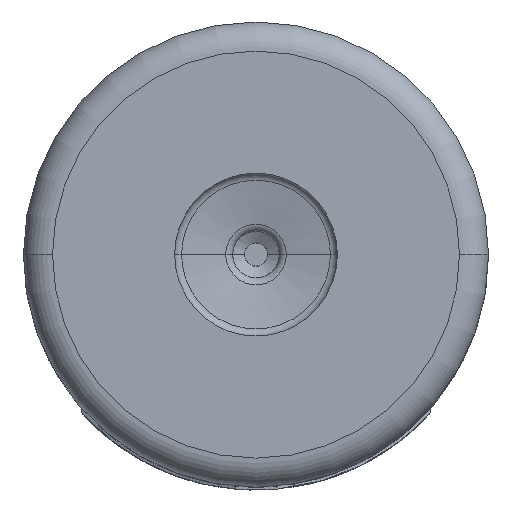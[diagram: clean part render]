
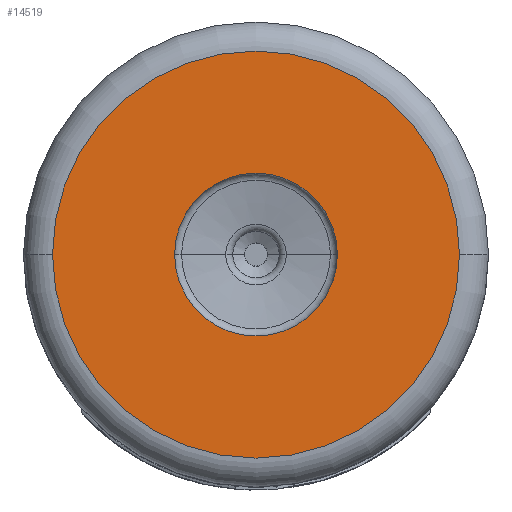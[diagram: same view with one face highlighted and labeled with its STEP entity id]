
A CAD part, front view. The second image highlights one B-rep face of the part: STEP entity #14519.
In plain terms, the highlighted planar face has unit normal (0, -1, 0).
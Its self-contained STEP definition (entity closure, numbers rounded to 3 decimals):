
#2005=CARTESIAN_POINT('',(0.,-4.,0.));
#2006=DIRECTION('',(0.,-1.,0.));
#2007=DIRECTION('',(1.,0.,0.));
#2008=AXIS2_PLACEMENT_3D('',#2005,#2006,#2007);
#2020=CARTESIAN_POINT('',(0.,-4.,0.));
#2021=DIRECTION('',(0.,-1.,0.));
#2022=DIRECTION('',(-1.,0.,0.));
#2023=AXIS2_PLACEMENT_3D('',#2020,#2021,#2022);
#2025=CARTESIAN_POINT('',(0.,-4.,0.));
#2026=DIRECTION('',(0.,-1.,0.));
#2027=DIRECTION('',(1.,0.,0.));
#2028=AXIS2_PLACEMENT_3D('',#2025,#2026,#2027);
#2030=CARTESIAN_POINT('',(0.,-4.,0.));
#2031=DIRECTION('',(0.,-1.,0.));
#2032=DIRECTION('',(-1.,0.,0.));
#2033=AXIS2_PLACEMENT_3D('',#2030,#2031,#2032);
#12353=CARTESIAN_POINT('',(-1.4,-4.,0.));
#12354=CARTESIAN_POINT('',(1.4,-4.,0.));
#12355=VERTEX_POINT('',#12353);
#12356=VERTEX_POINT('',#12354);
#12357=CARTESIAN_POINT('',(3.5,-4.,0.));
#12358=CARTESIAN_POINT('',(-3.5,-4.,0.));
#12359=VERTEX_POINT('',#12357);
#12360=VERTEX_POINT('',#12358);
#14503=CARTESIAN_POINT('',(0.,-4.,0.));
#14504=DIRECTION('',(0.,1.,0.));
#14505=DIRECTION('',(1.,0.,0.));
#14506=AXIS2_PLACEMENT_3D('',#14503,#14504,#14505);
#14507=PLANE('',#14506);
#14508=ORIENTED_EDGE('',*,*,#14493,.F.);
#14510=ORIENTED_EDGE('',*,*,#14509,.F.);
#14511=EDGE_LOOP('',(#14508,#14510));
#14512=FACE_OUTER_BOUND('',#14511,.F.);
#14514=ORIENTED_EDGE('',*,*,#14513,.T.);
#14516=ORIENTED_EDGE('',*,*,#14515,.T.);
#14517=EDGE_LOOP('',(#14514,#14516));
#14518=FACE_BOUND('',#14517,.F.);
#14519=ADVANCED_FACE('',(#14512,#14518),#14507,.F.);
#2009=CIRCLE('',#2008,3.5);
#2024=CIRCLE('',#2023,1.4);
#2029=CIRCLE('',#2028,1.4);
#2034=CIRCLE('',#2033,3.5);
#14493=EDGE_CURVE('',#12359,#12360,#2009,.T.);
#14509=EDGE_CURVE('',#12360,#12359,#2034,.T.);
#14513=EDGE_CURVE('',#12355,#12356,#2024,.T.);
#14515=EDGE_CURVE('',#12356,#12355,#2029,.T.);
